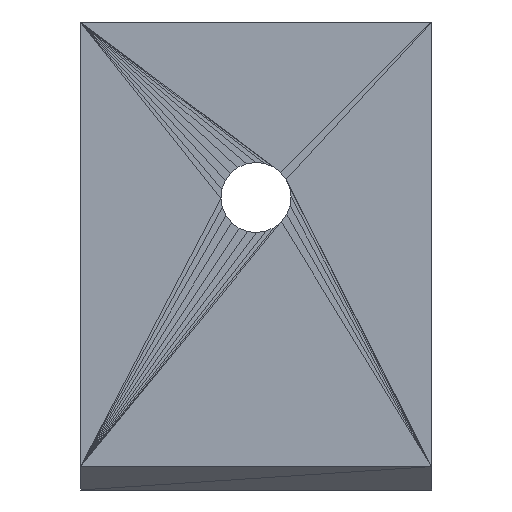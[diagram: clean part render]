
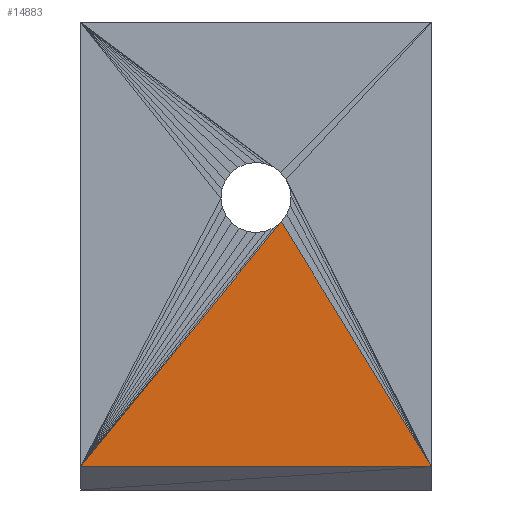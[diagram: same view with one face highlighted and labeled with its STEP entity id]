
A CAD part, left-side view. The second image highlights one B-rep face of the part: STEP entity #14883.
In plain terms, the highlighted planar face has unit normal (-1, 0, 0).
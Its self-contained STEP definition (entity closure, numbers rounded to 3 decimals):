
#14883 = ADVANCED_FACE('',(#14884),#14898,.T.);
#14884 = FACE_BOUND('',#14885,.T.);
#14885 = EDGE_LOOP('',(#14886,#14920,#14947));
#14886 = ORIENTED_EDGE('',*,*,#14887,.T.);
#14887 = EDGE_CURVE('',#14888,#14890,#14892,.T.);
#14888 = VERTEX_POINT('',#14889);
#14889 = CARTESIAN_POINT('',(-10.,-7.5,1.));
#14890 = VERTEX_POINT('',#14891);
#14891 = CARTESIAN_POINT('',(-10.,-1.081,11.46));
#14892 = SURFACE_CURVE('',#14893,(#14897,#14909),.PCURVE_S1.);
#14893 = LINE('',#14894,#14895);
#14894 = CARTESIAN_POINT('',(-10.,-7.5,1.));
#14895 = VECTOR('',#14896,1.);
#14896 = DIRECTION('',(0.,0.523,0.852));
#14897 = PCURVE('',#14898,#14903);
#14898 = PLANE('',#14899);
#14899 = AXIS2_PLACEMENT_3D('',#14900,#14901,#14902);
#14900 = CARTESIAN_POINT('',(-10.,-0.226,4.307));
#14901 = DIRECTION('',(-1.,0.,0.));
#14902 = DIRECTION('',(0.,0.,-1.));
#14903 = DEFINITIONAL_REPRESENTATION('',(#14904),#14908);
#14904 = LINE('',#14905,#14906);
#14905 = CARTESIAN_POINT('',(3.307,7.274));
#14906 = VECTOR('',#14907,1.);
#14907 = DIRECTION('',(-0.852,-0.523));
#14908 = ( GEOMETRIC_REPRESENTATION_CONTEXT(2) 
PARAMETRIC_REPRESENTATION_CONTEXT() REPRESENTATION_CONTEXT('2D SPACE',''
  ) );
#14909 = PCURVE('',#14910,#14915);
#14910 = PLANE('',#14911);
#14911 = AXIS2_PLACEMENT_3D('',#14912,#14913,#14914);
#14912 = CARTESIAN_POINT('',(-10.,-4.3,6.392));
#14913 = DIRECTION('',(-1.,0.,0.));
#14914 = DIRECTION('',(0.,-1.,0.));
#14915 = DEFINITIONAL_REPRESENTATION('',(#14916),#14919);
#14916 = B_SPLINE_CURVE_WITH_KNOTS('',1,(#14917,#14918),.UNSPECIFIED.,
  .F.,.F.,(2,2),(0.,12.273),.PIECEWISE_BEZIER_KNOTS.);
#14917 = CARTESIAN_POINT('',(3.2,-5.392));
#14918 = CARTESIAN_POINT('',(-3.219,5.068));
#14919 = ( GEOMETRIC_REPRESENTATION_CONTEXT(2) 
PARAMETRIC_REPRESENTATION_CONTEXT() REPRESENTATION_CONTEXT('2D SPACE',''
  ) );
#14920 = ORIENTED_EDGE('',*,*,#14921,.T.);
#14921 = EDGE_CURVE('',#14890,#14922,#14924,.T.);
#14922 = VERTEX_POINT('',#14923);
#14923 = CARTESIAN_POINT('',(-10.,7.5,1.));
#14924 = SURFACE_CURVE('',#14925,(#14929,#14936),.PCURVE_S1.);
#14925 = LINE('',#14926,#14927);
#14926 = CARTESIAN_POINT('',(-10.,-1.081,11.46));
#14927 = VECTOR('',#14928,1.);
#14928 = DIRECTION('',(0.,0.634,-0.773));
#14929 = PCURVE('',#14898,#14930);
#14930 = DEFINITIONAL_REPRESENTATION('',(#14931),#14935);
#14931 = LINE('',#14932,#14933);
#14932 = CARTESIAN_POINT('',(-7.153,0.855));
#14933 = VECTOR('',#14934,1.);
#14934 = DIRECTION('',(0.773,-0.634));
#14935 = ( GEOMETRIC_REPRESENTATION_CONTEXT(2) 
PARAMETRIC_REPRESENTATION_CONTEXT() REPRESENTATION_CONTEXT('2D SPACE',''
  ) );
#14936 = PCURVE('',#14937,#14942);
#14937 = PLANE('',#14938);
#14938 = AXIS2_PLACEMENT_3D('',#14939,#14940,#14941);
#14939 = CARTESIAN_POINT('',(-10.,3.224,6.245));
#14940 = DIRECTION('',(-1.,0.,0.));
#14941 = DIRECTION('',(0.,-1.,0.));
#14942 = DEFINITIONAL_REPRESENTATION('',(#14943),#14946);
#14943 = B_SPLINE_CURVE_WITH_KNOTS('',1,(#14944,#14945),.UNSPECIFIED.,
  .F.,.F.,(2,2),(0.,13.53),.PIECEWISE_BEZIER_KNOTS.);
#14944 = CARTESIAN_POINT('',(4.305,5.216));
#14945 = CARTESIAN_POINT('',(-4.276,-5.245));
#14946 = ( GEOMETRIC_REPRESENTATION_CONTEXT(2) 
PARAMETRIC_REPRESENTATION_CONTEXT() REPRESENTATION_CONTEXT('2D SPACE',''
  ) );
#14947 = ORIENTED_EDGE('',*,*,#14948,.T.);
#14948 = EDGE_CURVE('',#14922,#14888,#14949,.T.);
#14949 = SURFACE_CURVE('',#14950,(#14954,#14961),.PCURVE_S1.);
#14950 = LINE('',#14951,#14952);
#14951 = CARTESIAN_POINT('',(-10.,7.5,1.));
#14952 = VECTOR('',#14953,1.);
#14953 = DIRECTION('',(0.,-1.,0.));
#14954 = PCURVE('',#14898,#14955);
#14955 = DEFINITIONAL_REPRESENTATION('',(#14956),#14960);
#14956 = LINE('',#14957,#14958);
#14957 = CARTESIAN_POINT('',(3.307,-7.726));
#14958 = VECTOR('',#14959,1.);
#14959 = DIRECTION('',(0.,1.));
#14960 = ( GEOMETRIC_REPRESENTATION_CONTEXT(2) 
PARAMETRIC_REPRESENTATION_CONTEXT() REPRESENTATION_CONTEXT('2D SPACE',''
  ) );
#14961 = PCURVE('',#14962,#14967);
#14962 = PLANE('',#14963);
#14963 = AXIS2_PLACEMENT_3D('',#14964,#14965,#14966);
#14964 = CARTESIAN_POINT('',(-9.738,0.337,
    0.738));
#14965 = DIRECTION('',(-0.707,0.,
    -0.707));
#14966 = DIRECTION('',(-0.707,0.,0.707));
#14967 = DEFINITIONAL_REPRESENTATION('',(#14968),#14971);
#14968 = B_SPLINE_CURVE_WITH_KNOTS('',1,(#14969,#14970),.UNSPECIFIED.,
  .F.,.F.,(2,2),(0.,15.),.PIECEWISE_BEZIER_KNOTS.);
#14969 = CARTESIAN_POINT('',(0.37,7.163));
#14970 = CARTESIAN_POINT('',(0.37,-7.837));
#14971 = ( GEOMETRIC_REPRESENTATION_CONTEXT(2) 
PARAMETRIC_REPRESENTATION_CONTEXT() REPRESENTATION_CONTEXT('2D SPACE',''
  ) );
